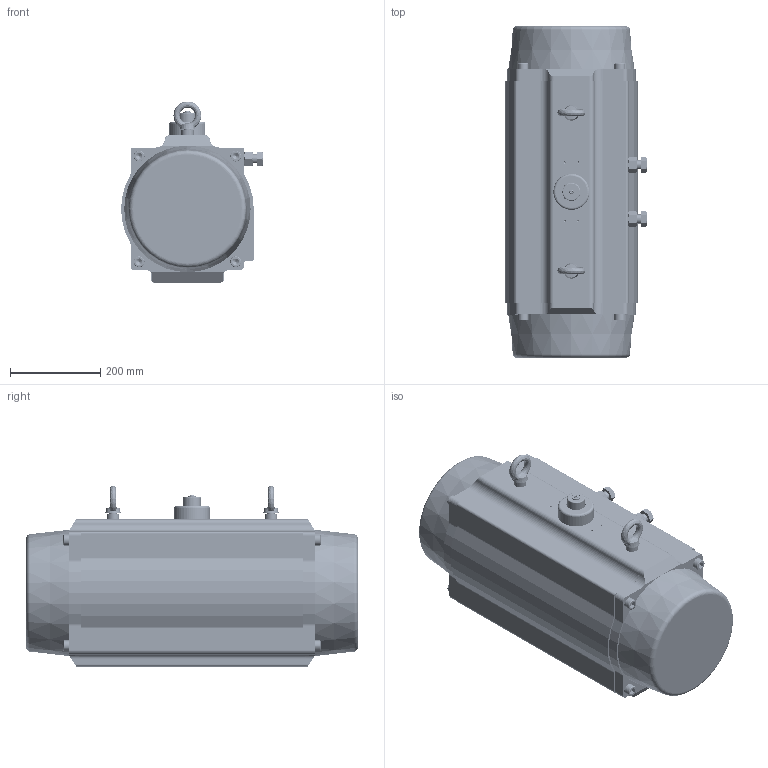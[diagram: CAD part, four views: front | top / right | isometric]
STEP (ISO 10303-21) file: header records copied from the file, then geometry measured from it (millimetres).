
FILE_DESCRIPTION(/* description */ (''),/* implementation_level */ '2;1');
FILE_NAME(/* name */ 'C-270SR12(46x46).step',/* time_stamp */ '2025-08-27T14:21:42+08:00',/* author */ (''),/* organization */ (''),/* preprocessor_version */ 'ST-DEVELOPER v16',/* originating_system */ 'SIEMENS PLM Software NX 10.0',/* authorisation */ '');
FILE_SCHEMA (('AUTOMOTIVE_DESIGN { 1 0 10303 214 3 1 1 1 }'));
Products named in the file (30): O-ring piston; Bearing-piston; Guide Piston C-270; C-270 弹簧; C-270弹簧柱; Adjust screw; C-270新端盖; Indicator-270; Inside washer; O-ring-pinion top; Bearing-pinion top; O-ring-pinion bottom; Bearing-pinion bottom; C-270-08; GB-T41-2000,M20x2.5; Lug; Lug bearing; Plug; End-cap screw; Outside washer; Thrust washer; Circlip; C-270-04; C-270-01; 指示器92-105; 指示器垫片; 指示器螺钉; C-270-03_MODEL; C-270弹簧组; C-270
Assembly tree (54 placements, depth 3):
  C-270
    指示器螺钉
    指示器垫片
    指示器92-105
    C-270弹簧组  x12
      C-270弹簧柱
      C-270 弹簧
    C-270-03_MODEL  x2
      Guide Piston C-270
      Bearing-piston
      O-ring piston
    C-270-01
    C-270-04
    Circlip
    Thrust washer
    Outside washer
    End-cap screw  x8
    Plug  x2
    Lug bearing  x2
    Lug  x2
    GB-T41-2000,M20x2.5  x2
    C-270-08
    Bearing-pinion bottom
    O-ring-pinion bottom
    Bearing-pinion top
    O-ring-pinion top
    Inside washer
    Indicator-270
    C-270新端盖  x2
    Adjust screw  x2
Bounding box: 314.3 x 735 x 400.98 mm (x, y, z)
Volume: 27405515.5 mm3; surface area: 5068190.1 mm2
Topology: 89 solids, 89 shells, 2504 faces, 6220 edges, 4068 vertices
Faces by surface type: plane 1080, cylinder 858, cone 220, torus 128, extrusion 120, bspline 98
Full cylindrical faces by diameter (mm): 3 x2, 4.2 x4, 5 x7, 6 x1, 6.5 x1, 10 x3, 12 x3, 13 x4, 13.833 x8, 13.834 x2, 13.835 x10, 14 x12, 16 x18, 17 x2, 17.5 x16, 17.8 x1, 17.833 x2, 17.835 x2, 17.97 x2, 20 x4, 22.8 x1, 23 x12, 24 x8, 26 x8, 28 x2, 34 x2, 48 x1, 49 x12, 53 x24, 54 x2
Entity records: 63510 total; most frequent: CARTESIAN_POINT 27605, DIRECTION 6985, ORIENTED_EDGE 6946, EDGE_CURVE 3473, AXIS2_PLACEMENT_3D 2597, VERTEX_POINT 2444, EDGE_LOOP 1855, VECTOR 1791
